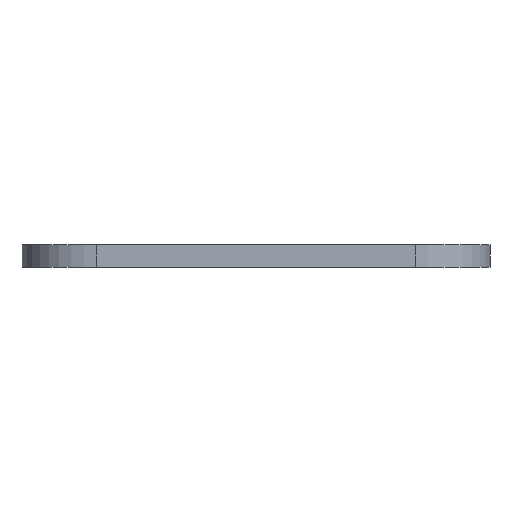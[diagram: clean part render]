
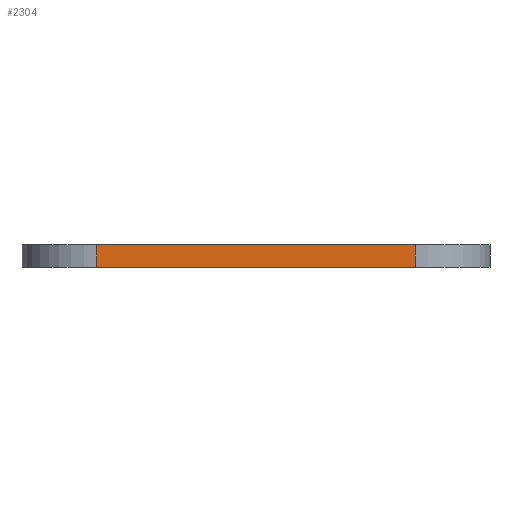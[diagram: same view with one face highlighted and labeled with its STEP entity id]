
A CAD part, left-side view. The second image highlights one B-rep face of the part: STEP entity #2304.
In plain terms, the highlighted planar face has unit normal (-1, 0, 0).
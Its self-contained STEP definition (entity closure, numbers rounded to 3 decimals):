
#383=FACE_OUTER_BOUND('',#527,.T.);
#527=EDGE_LOOP('',(#2046,#2047,#2048,#2049));
#736=LINE('',#3918,#927);
#737=LINE('',#3925,#928);
#739=LINE('',#3931,#930);
#740=LINE('',#3932,#931);
#927=VECTOR('',#3241,10.);
#928=VECTOR('',#3252,10.);
#930=VECTOR('',#3258,10.);
#931=VECTOR('',#3259,10.);
#1143=VERTEX_POINT('',#3904);
#1149=VERTEX_POINT('',#3916);
#1150=VERTEX_POINT('',#3924);
#1152=VERTEX_POINT('',#3930);
#1470=EDGE_CURVE('',#1149,#1143,#736,.T.);
#1471=EDGE_CURVE('',#1143,#1150,#737,.T.);
#1474=EDGE_CURVE('',#1152,#1149,#739,.T.);
#1475=EDGE_CURVE('',#1152,#1150,#740,.T.);
#2046=ORIENTED_EDGE('',*,*,#1471,.F.);
#2047=ORIENTED_EDGE('',*,*,#1470,.F.);
#2048=ORIENTED_EDGE('',*,*,#1474,.F.);
#2049=ORIENTED_EDGE('',*,*,#1475,.T.);
#2190=PLANE('',#2571);
#2304=ADVANCED_FACE('',(#383),#2190,.T.);
#2571=AXIS2_PLACEMENT_3D('',#3929,#3256,#3257);
#3241=DIRECTION('',(0.,-1.,0.));
#3252=DIRECTION('',(0.,0.,-1.));
#3256=DIRECTION('center_axis',(-1.,0.,0.));
#3257=DIRECTION('ref_axis',(0.,-1.,0.));
#3258=DIRECTION('',(0.,0.,1.));
#3259=DIRECTION('',(0.,-1.,0.));
#3904=CARTESIAN_POINT('',(-250.,-210.,12.));
#3916=CARTESIAN_POINT('',(-250.,-40.,12.));
#3918=CARTESIAN_POINT('',(-250.,0.,12.));
#3924=CARTESIAN_POINT('',(-250.,-210.,0.));
#3925=CARTESIAN_POINT('',(-250.,-210.,0.));
#3929=CARTESIAN_POINT('Origin',(-250.,0.,0.));
#3930=CARTESIAN_POINT('',(-250.,-40.,0.));
#3931=CARTESIAN_POINT('',(-250.,-40.,0.));
#3932=CARTESIAN_POINT('',(-250.,0.,0.));
